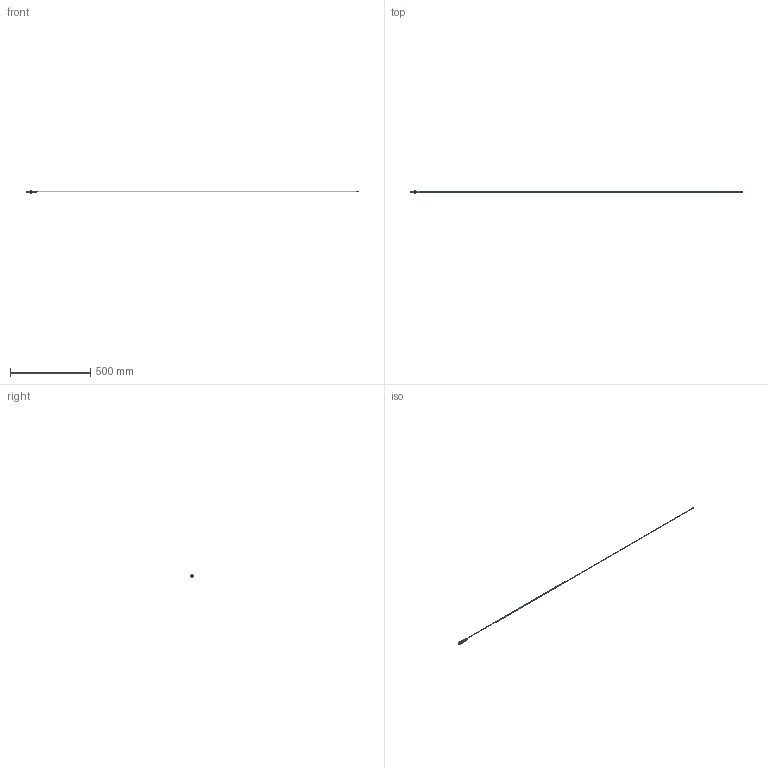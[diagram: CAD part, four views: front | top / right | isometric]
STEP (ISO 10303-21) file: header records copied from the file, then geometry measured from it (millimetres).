
FILE_DESCRIPTION (( 'STEP AP214' ), '1' );
FILE_NAME ('PXCAP12-3004PA_3D.step', '2023-07-14T19:02:01', ( '' ), ( '' ), 'SwSTEP 2.0', 'SolidWorks 2022', '' );
FILE_SCHEMA (( 'AUTOMOTIVE_DESIGN' ));
Length unit declared in the file: millimetre
Products named in the file (1): PXCAP12-3004PA_3D
Bounding box: 2073.48 x 19.4 x 16.81 mm (x, y, z)
Volume: 26649.2 mm3; surface area: 27256.3 mm2
Topology: 6 solids, 6 shells, 1007 faces, 2964 edges, 1974 vertices
Faces by surface type: plane 513, cylinder 466, cone 14, bspline 8, torus 6
Entity records: 56670 total; most frequent: CARTESIAN_POINT 32505, ORIENTED_EDGE 5928, DIRECTION 4121, EDGE_CURVE 2964, VERTEX_POINT 1974, AXIS2_PLACEMENT_3D 1576, EDGE_LOOP 1018, FACE_OUTER_BOUND 1007
